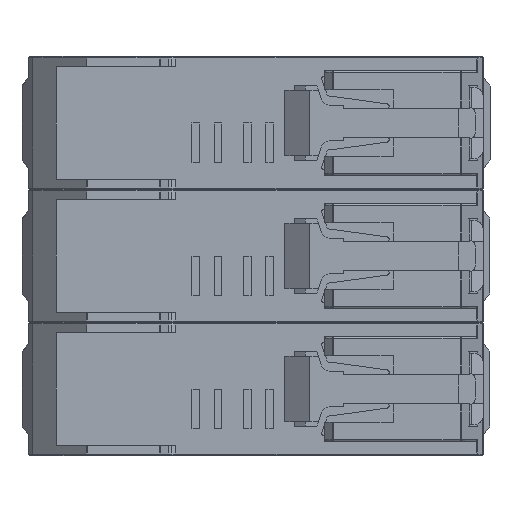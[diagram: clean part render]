
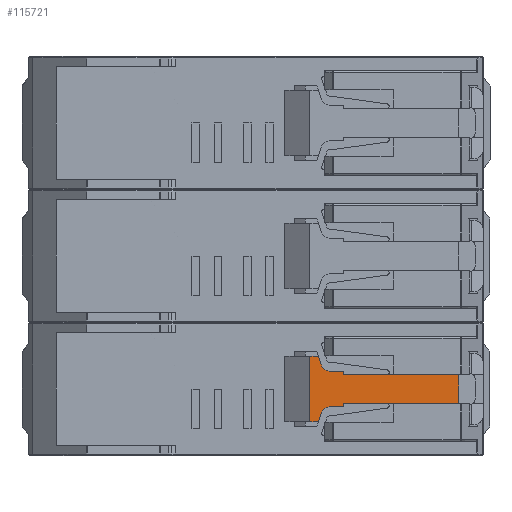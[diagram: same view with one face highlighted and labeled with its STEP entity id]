
A CAD part, front view. The second image highlights one B-rep face of the part: STEP entity #115721.
In plain terms, the highlighted planar face has unit normal (0, -1, 0).
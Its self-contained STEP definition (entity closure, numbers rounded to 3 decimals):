
#1414 = PLANE ( 'NONE',  #62171 ) ;
#1725 = AXIS2_PLACEMENT_3D ( 'NONE', #50899, #72754, #17451 ) ;
#2486 = CIRCLE ( 'NONE', #21114, 2. ) ;
#2833 = DIRECTION ( 'NONE',  ( -0.947, 0., 0.322 ) ) ;
#4450 = CARTESIAN_POINT ( 'NONE',  ( -1.435, -9.774, 2.85 ) ) ;
#5768 = DIRECTION ( 'NONE',  ( 0., 0., -1. ) ) ;
#6703 = VECTOR ( 'NONE', #9553, 1000. ) ;
#7847 = VERTEX_POINT ( 'NONE', #9126 ) ;
#9126 = CARTESIAN_POINT ( 'NONE',  ( -1.435, -9.774, -3.6 ) ) ;
#9553 = DIRECTION ( 'NONE',  ( -1., 0., 0. ) ) ;
#9816 = VERTEX_POINT ( 'NONE', #131809 ) ;
#10219 = VERTEX_POINT ( 'NONE', #110514 ) ;
#12914 = LINE ( 'NONE', #133051, #85747 ) ;
#13473 = EDGE_CURVE ( 'NONE', #7847, #90195, #12914, .T. ) ;
#13990 = CARTESIAN_POINT ( 'NONE',  ( -4.141, -9.774, -3.6 ) ) ;
#14248 = CARTESIAN_POINT ( 'NONE',  ( 21.865, -9.774, 2.85 ) ) ;
#14784 = EDGE_CURVE ( 'NONE', #56804, #9816, #58574, .T. ) ;
#15254 = VECTOR ( 'NONE', #5768, 1000. ) ;
#16688 = LINE ( 'NONE', #105498, #15254 ) ;
#16848 = VERTEX_POINT ( 'NONE', #137641 ) ;
#17451 = DIRECTION ( 'NONE',  ( 0., 0., -1. ) ) ;
#19876 = EDGE_CURVE ( 'NONE', #43180, #16848, #43164, .T. ) ;
#21114 = AXIS2_PLACEMENT_3D ( 'NONE', #112819, #135362, #2833 ) ;
#22884 = ORIENTED_EDGE ( 'NONE', *, *, #13473, .F. ) ;
#23232 = VECTOR ( 'NONE', #108974, 1000. ) ;
#23973 = CARTESIAN_POINT ( 'NONE',  ( -4.141, -9.774, -5.6 ) ) ;
#29727 = CARTESIAN_POINT ( 'NONE',  ( 21.865, -9.774, -2.85 ) ) ;
#30357 = ORIENTED_EDGE ( 'NONE', *, *, #129776, .T. ) ;
#31996 = DIRECTION ( 'NONE',  ( 0.322, 0., 0.947 ) ) ;
#34121 = ORIENTED_EDGE ( 'NONE', *, *, #14784, .F. ) ;
#35865 = ORIENTED_EDGE ( 'NONE', *, *, #36914, .T. ) ;
#36673 = CARTESIAN_POINT ( 'NONE',  ( -6.035, -9.774, -4.955 ) ) ;
#36914 = EDGE_CURVE ( 'NONE', #88508, #10219, #46985, .T. ) ;
#37466 = DIRECTION ( 'NONE',  ( 1., 0., 0. ) ) ;
#37735 = FACE_OUTER_BOUND ( 'NONE', #42298, .T. ) ;
#39394 = CARTESIAN_POINT ( 'NONE',  ( -1.435, -9.774, 3.6 ) ) ;
#40007 = CARTESIAN_POINT ( 'NONE',  ( -6.595, -9.774, -6.6 ) ) ;
#41995 = LINE ( 'NONE', #76202, #23232 ) ;
#42275 = VECTOR ( 'NONE', #139457, 1000. ) ;
#42298 = EDGE_LOOP ( 'NONE', ( #131724, #30357, #61772, #59153, #51972, #34121, #94627, #35865, #144136, #110793, #22884, #91152, #80722, #105638 ) ) ;
#43164 = LINE ( 'NONE', #66448, #57518 ) ;
#43180 = VERTEX_POINT ( 'NONE', #39394 ) ;
#46985 = LINE ( 'NONE', #68121, #55023 ) ;
#50899 = CARTESIAN_POINT ( 'NONE',  ( -4.141, -9.774, 5.6 ) ) ;
#51050 = VECTOR ( 'NONE', #37466, 1000. ) ;
#51972 = ORIENTED_EDGE ( 'NONE', *, *, #57344, .T. ) ;
#52086 = EDGE_CURVE ( 'NONE', #121149, #124107, #106698, .T. ) ;
#53086 = LINE ( 'NONE', #40007, #112370 ) ;
#55023 = VECTOR ( 'NONE', #70273, 1000. ) ;
#56804 = VERTEX_POINT ( 'NONE', #112854 ) ;
#57344 = EDGE_CURVE ( 'NONE', #116155, #9816, #124301, .T. ) ;
#57518 = VECTOR ( 'NONE', #67149, 1000. ) ;
#58003 = EDGE_CURVE ( 'NONE', #121149, #117399, #16688, .T. ) ;
#58574 = LINE ( 'NONE', #136521, #51050 ) ;
#59153 = ORIENTED_EDGE ( 'NONE', *, *, #113131, .T. ) ;
#61389 = EDGE_CURVE ( 'NONE', #117399, #104673, #106395, .T. ) ;
#61545 = DIRECTION ( 'NONE',  ( 0., 0., 1. ) ) ;
#61772 = ORIENTED_EDGE ( 'NONE', *, *, #19876, .T. ) ;
#62171 = AXIS2_PLACEMENT_3D ( 'NONE', #23973, #135363, #102599 ) ;
#65732 = CARTESIAN_POINT ( 'NONE',  ( -1.435, -9.774, -2.85 ) ) ;
#66448 = CARTESIAN_POINT ( 'NONE',  ( -1.435, -9.774, 3.6 ) ) ;
#67149 = DIRECTION ( 'NONE',  ( -1., 0., 0. ) ) ;
#67283 = CARTESIAN_POINT ( 'NONE',  ( -8.379, -9.774, -6.6 ) ) ;
#68121 = CARTESIAN_POINT ( 'NONE',  ( -8.379, -9.774, -6.6 ) ) ;
#70273 = DIRECTION ( 'NONE',  ( 1., 0., 0. ) ) ;
#72754 = DIRECTION ( 'NONE',  ( 0., 1., 0. ) ) ;
#73606 = CARTESIAN_POINT ( 'NONE',  ( -1.435, -9.774, -2.85 ) ) ;
#74283 = EDGE_CURVE ( 'NONE', #140341, #90195, #2486, .T. ) ;
#75038 = DIRECTION ( 'NONE',  ( 0., 0., -1. ) ) ;
#76202 = CARTESIAN_POINT ( 'NONE',  ( -8.379, -9.774, -6.6 ) ) ;
#77118 = EDGE_CURVE ( 'NONE', #104673, #7847, #107815, .T. ) ;
#80722 = ORIENTED_EDGE ( 'NONE', *, *, #61389, .F. ) ;
#84122 = CARTESIAN_POINT ( 'NONE',  ( -1.435, -9.774, 2.85 ) ) ;
#85001 = EDGE_CURVE ( 'NONE', #88508, #56804, #41995, .T. ) ;
#85747 = VECTOR ( 'NONE', #121428, 1000. ) ;
#88508 = VERTEX_POINT ( 'NONE', #67283 ) ;
#90195 = VERTEX_POINT ( 'NONE', #13990 ) ;
#91152 = ORIENTED_EDGE ( 'NONE', *, *, #77118, .F. ) ;
#91738 = VECTOR ( 'NONE', #61545, 1000. ) ;
#94627 = ORIENTED_EDGE ( 'NONE', *, *, #85001, .F. ) ;
#101015 = DIRECTION ( 'NONE',  ( -0.322, 0., 0.947 ) ) ;
#102599 = DIRECTION ( 'NONE',  ( 0., 0., 1. ) ) ;
#104673 = VERTEX_POINT ( 'NONE', #65732 ) ;
#105190 = CARTESIAN_POINT ( 'NONE',  ( -6.035, -9.774, 4.955 ) ) ;
#105498 = CARTESIAN_POINT ( 'NONE',  ( 21.865, -9.774, 2.85 ) ) ;
#105552 = VECTOR ( 'NONE', #75038, 1000. ) ;
#105638 = ORIENTED_EDGE ( 'NONE', *, *, #58003, .F. ) ;
#105868 = VECTOR ( 'NONE', #101015, 1000. ) ;
#106395 = LINE ( 'NONE', #128935, #6703 ) ;
#106698 = LINE ( 'NONE', #117602, #42275 ) ;
#107815 = LINE ( 'NONE', #73606, #105552 ) ;
#108974 = DIRECTION ( 'NONE',  ( 0., 0., 1. ) ) ;
#110514 = CARTESIAN_POINT ( 'NONE',  ( -6.595, -9.774, -6.6 ) ) ;
#110793 = ORIENTED_EDGE ( 'NONE', *, *, #74283, .T. ) ;
#112370 = VECTOR ( 'NONE', #31996, 1000. ) ;
#112819 = CARTESIAN_POINT ( 'NONE',  ( -4.141, -9.774, -5.6 ) ) ;
#112854 = CARTESIAN_POINT ( 'NONE',  ( -8.379, -9.774, 6.6 ) ) ;
#113131 = EDGE_CURVE ( 'NONE', #16848, #116155, #141194, .T. ) ;
#115721 = ADVANCED_FACE ( 'NONE', ( #37735 ), #1414, .F. ) ;
#116155 = VERTEX_POINT ( 'NONE', #105190 ) ;
#117399 = VERTEX_POINT ( 'NONE', #29727 ) ;
#117602 = CARTESIAN_POINT ( 'NONE',  ( 21.865, -9.774, 2.85 ) ) ;
#121149 = VERTEX_POINT ( 'NONE', #14248 ) ;
#121428 = DIRECTION ( 'NONE',  ( -1., 0., 0. ) ) ;
#122871 = CARTESIAN_POINT ( 'NONE',  ( -6.035, -9.774, 4.955 ) ) ;
#123340 = EDGE_CURVE ( 'NONE', #10219, #140341, #53086, .T. ) ;
#124107 = VERTEX_POINT ( 'NONE', #4450 ) ;
#124301 = LINE ( 'NONE', #122871, #105868 ) ;
#128935 = CARTESIAN_POINT ( 'NONE',  ( 21.865, -9.774, -2.85 ) ) ;
#129269 = LINE ( 'NONE', #84122, #91738 ) ;
#129776 = EDGE_CURVE ( 'NONE', #124107, #43180, #129269, .T. ) ;
#131724 = ORIENTED_EDGE ( 'NONE', *, *, #52086, .T. ) ;
#131809 = CARTESIAN_POINT ( 'NONE',  ( -6.595, -9.774, 6.6 ) ) ;
#133051 = CARTESIAN_POINT ( 'NONE',  ( -1.435, -9.774, -3.6 ) ) ;
#135362 = DIRECTION ( 'NONE',  ( 0., 1., 0. ) ) ;
#135363 = DIRECTION ( 'NONE',  ( 0., 1., 0. ) ) ;
#136521 = CARTESIAN_POINT ( 'NONE',  ( -8.379, -9.774, 6.6 ) ) ;
#137641 = CARTESIAN_POINT ( 'NONE',  ( -4.141, -9.774, 3.6 ) ) ;
#139457 = DIRECTION ( 'NONE',  ( -1., 0., 0. ) ) ;
#140341 = VERTEX_POINT ( 'NONE', #36673 ) ;
#141194 = CIRCLE ( 'NONE', #1725, 2. ) ;
#144136 = ORIENTED_EDGE ( 'NONE', *, *, #123340, .T. ) ;
